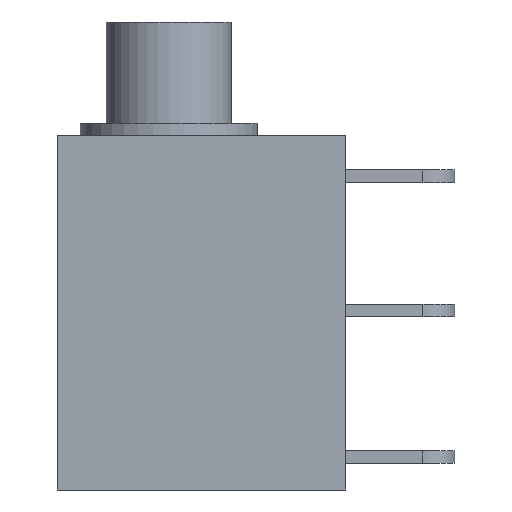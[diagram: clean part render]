
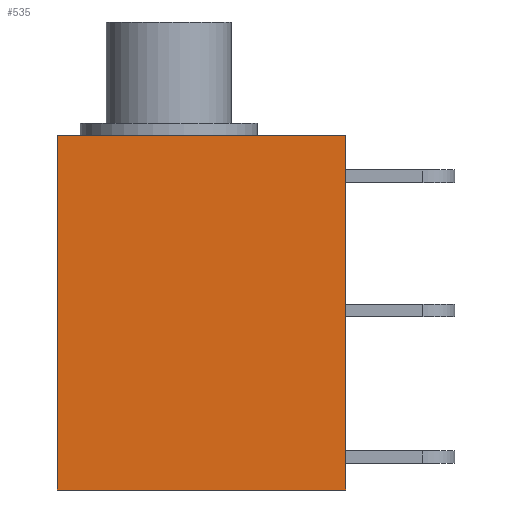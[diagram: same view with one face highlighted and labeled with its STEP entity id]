
A CAD part, left-side view. The second image highlights one B-rep face of the part: STEP entity #535.
In plain terms, the highlighted planar face has unit normal (-1, 0, 0).
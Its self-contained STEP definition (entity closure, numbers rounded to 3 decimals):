
#43=PLANE('',#598);
#87=FACE_OUTER_BOUND('',#126,.T.);
#126=EDGE_LOOP('',(#468,#469,#470,#471));
#175=LINE('',#878,#224);
#176=LINE('',#882,#225);
#177=LINE('',#883,#226);
#178=LINE('',#884,#227);
#224=VECTOR('',#733,10.);
#225=VECTOR('',#736,10.);
#226=VECTOR('',#737,10.);
#227=VECTOR('',#738,10.);
#289=VERTEX_POINT('',#871);
#292=VERTEX_POINT('',#876);
#293=VERTEX_POINT('',#880);
#294=VERTEX_POINT('',#881);
#356=EDGE_CURVE('',#292,#289,#175,.T.);
#357=EDGE_CURVE('',#293,#294,#176,.T.);
#358=EDGE_CURVE('',#293,#289,#177,.T.);
#359=EDGE_CURVE('',#294,#292,#178,.T.);
#468=ORIENTED_EDGE('',*,*,#357,.F.);
#469=ORIENTED_EDGE('',*,*,#358,.T.);
#470=ORIENTED_EDGE('',*,*,#356,.F.);
#471=ORIENTED_EDGE('',*,*,#359,.F.);
#535=ADVANCED_FACE('',(#87),#43,.T.);
#598=AXIS2_PLACEMENT_3D('',#879,#734,#735);
#733=DIRECTION('',(0.,-1.,0.));
#734=DIRECTION('center_axis',(-1.,0.,0.));
#735=DIRECTION('ref_axis',(0.,-1.,0.));
#736=DIRECTION('',(0.,1.,0.));
#737=DIRECTION('',(0.,0.,1.));
#738=DIRECTION('',(0.,0.,1.));
#871=CARTESIAN_POINT('',(-3.75,-7.,0.));
#876=CARTESIAN_POINT('',(-3.75,4.4,0.));
#878=CARTESIAN_POINT('',(-3.75,-7.,0.));
#879=CARTESIAN_POINT('Origin',(-3.75,4.4,-14.));
#880=CARTESIAN_POINT('',(-3.75,-7.,-14.));
#881=CARTESIAN_POINT('',(-3.75,4.4,-14.));
#882=CARTESIAN_POINT('',(-3.75,-7.,-14.));
#883=CARTESIAN_POINT('',(-3.75,-7.,-14.));
#884=CARTESIAN_POINT('',(-3.75,4.4,-14.));
